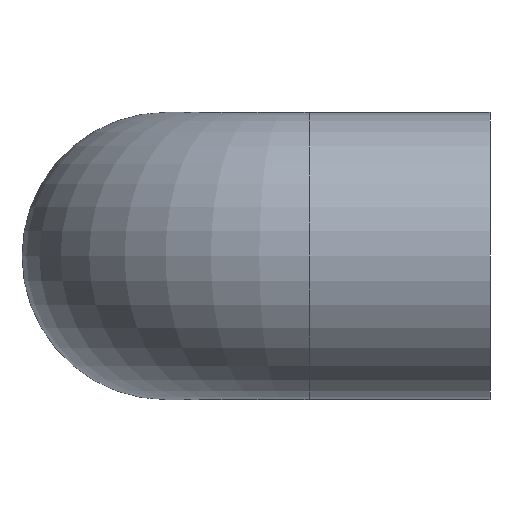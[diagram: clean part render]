
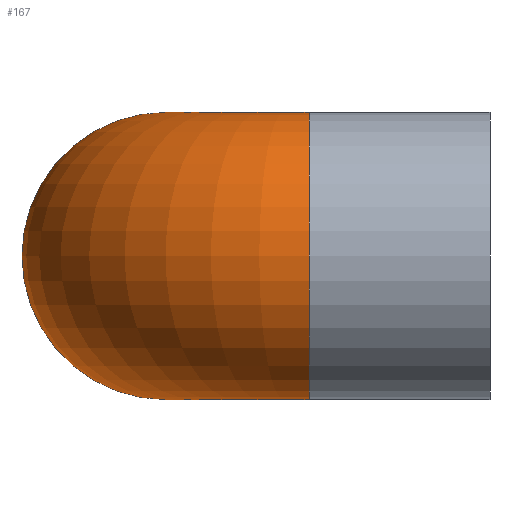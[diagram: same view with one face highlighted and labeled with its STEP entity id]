
A CAD part, left-side view. The second image highlights one B-rep face of the part: STEP entity #167.
In plain terms, the highlighted toroidal (fillet/blend) face has major radius 177.5 mm and minor radius 177.5 mm.
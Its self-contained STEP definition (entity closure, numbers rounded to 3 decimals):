
#3 = CIRCLE ( 'NONE', #257, 177.5 ) ;
#17 = FACE_OUTER_BOUND ( 'NONE', #40, .T. ) ;
#38 = VERTEX_POINT ( 'NONE', #44 ) ;
#40 = EDGE_LOOP ( 'NONE', ( #397, #400, #419, #151, #158 ) ) ;
#44 = CARTESIAN_POINT ( 'NONE',  ( 0., 223.5, 177.5 ) ) ;
#53 = CARTESIAN_POINT ( 'NONE',  ( 177.5, 578.5, 0. ) ) ;
#57 = CARTESIAN_POINT ( 'NONE',  ( 177.5, 223.5, 0. ) ) ;
#88 = AXIS2_PLACEMENT_3D ( 'NONE', #450, #145, #296 ) ;
#89 = CIRCLE ( 'NONE', #88, 177.5 ) ;
#98 = EDGE_CURVE ( 'NONE', #197, #227, #3, .T. ) ;
#101 = DIRECTION ( 'NONE',  ( 0., 0., 1. ) ) ;
#127 = DIRECTION ( 'NONE',  ( 0., 0., 1. ) ) ;
#131 = EDGE_CURVE ( 'NONE', #146, #38, #248, .T. ) ;
#132 = AXIS2_PLACEMENT_3D ( 'NONE', #293, #416, #101 ) ;
#133 = CIRCLE ( 'NONE', #132, 177.5 ) ;
#134 = DIRECTION ( 'NONE',  ( 0., 0., -1. ) ) ;
#145 = DIRECTION ( 'NONE',  ( 0., 1., 0. ) ) ;
#146 = VERTEX_POINT ( 'NONE', #379 ) ;
#151 = ORIENTED_EDGE ( 'NONE', *, *, #305, .T. ) ;
#158 = ORIENTED_EDGE ( 'NONE', *, *, #98, .F. ) ;
#167 = ADVANCED_FACE ( 'NONE', ( #17 ), #224, .T. ) ;
#168 = CARTESIAN_POINT ( 'NONE',  ( 0., 223.5, 0. ) ) ;
#171 = CARTESIAN_POINT ( 'NONE',  ( 177.5, 401., 0. ) ) ;
#185 = AXIS2_PLACEMENT_3D ( 'NONE', #171, #321, #445 ) ;
#186 = CIRCLE ( 'NONE', #185, 177.5 ) ;
#197 = VERTEX_POINT ( 'NONE', #53 ) ;
#204 = AXIS2_PLACEMENT_3D ( 'NONE', #444, #134, #285 ) ;
#208 = EDGE_CURVE ( 'NONE', #227, #197, #186, .T. ) ;
#224 = TOROIDAL_SURFACE ( 'NONE', #204, 177.5, 177.5 ) ;
#227 = VERTEX_POINT ( 'NONE', #57 ) ;
#242 = AXIS2_PLACEMENT_3D ( 'NONE', #168, #318, #442 ) ;
#248 = CIRCLE ( 'NONE', #242, 177.5 ) ;
#257 = AXIS2_PLACEMENT_3D ( 'NONE', #316, #441, #127 ) ;
#285 = DIRECTION ( 'NONE',  ( -1., 0., 0. ) ) ;
#293 = CARTESIAN_POINT ( 'NONE',  ( 0., 223.5, 0. ) ) ;
#296 = DIRECTION ( 'NONE',  ( 0., 0., 1. ) ) ;
#305 = EDGE_CURVE ( 'NONE', #38, #227, #133, .T. ) ;
#316 = CARTESIAN_POINT ( 'NONE',  ( 177.5, 401., 0. ) ) ;
#318 = DIRECTION ( 'NONE',  ( 0., 1., 0. ) ) ;
#321 = DIRECTION ( 'NONE',  ( 1., 0., 0. ) ) ;
#377 = EDGE_CURVE ( 'NONE', #227, #146, #89, .T. ) ;
#379 = CARTESIAN_POINT ( 'NONE',  ( 0., 223.5, -177.5 ) ) ;
#397 = ORIENTED_EDGE ( 'NONE', *, *, #208, .F. ) ;
#400 = ORIENTED_EDGE ( 'NONE', *, *, #377, .T. ) ;
#416 = DIRECTION ( 'NONE',  ( 0., 1., 0. ) ) ;
#419 = ORIENTED_EDGE ( 'NONE', *, *, #131, .T. ) ;
#441 = DIRECTION ( 'NONE',  ( 1., 0., 0. ) ) ;
#442 = DIRECTION ( 'NONE',  ( 0., 0., 1. ) ) ;
#444 = CARTESIAN_POINT ( 'NONE',  ( 177.5, 223.5, 0. ) ) ;
#445 = DIRECTION ( 'NONE',  ( 0., 0., 1. ) ) ;
#450 = CARTESIAN_POINT ( 'NONE',  ( 0., 223.5, 0. ) ) ;
